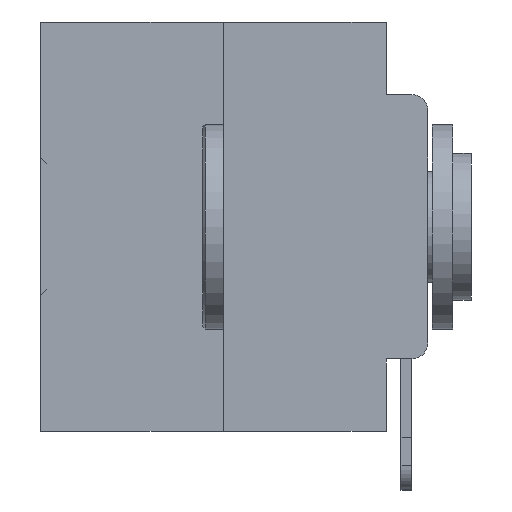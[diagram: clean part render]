
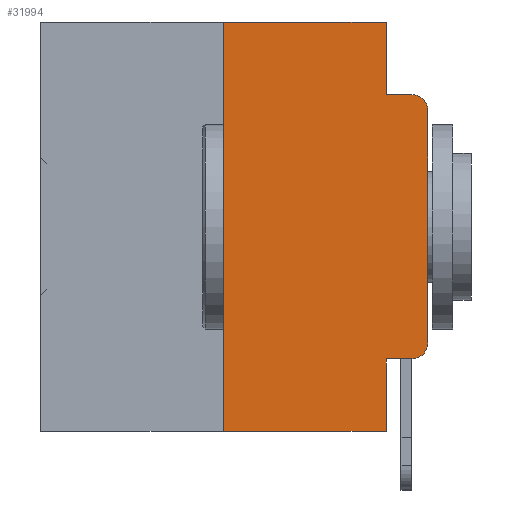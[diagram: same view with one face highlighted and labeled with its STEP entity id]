
A CAD part, left-side view. The second image highlights one B-rep face of the part: STEP entity #31994.
In plain terms, the highlighted planar face has unit normal (-1, 0, 0).
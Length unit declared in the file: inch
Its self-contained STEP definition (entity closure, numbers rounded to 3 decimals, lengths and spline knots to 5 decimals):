
#293 = DIRECTION ( 'NONE',  ( 0., 0., 1. ) ) ;
#900 = DIRECTION ( 'NONE',  ( 0., 0., -1. ) ) ;
#1126 = ORIENTED_EDGE ( 'NONE', *, *, #29523, .T. ) ;
#1997 = VERTEX_POINT ( 'NONE', #26127 ) ;
#2057 = CARTESIAN_POINT ( 'NONE',  ( 0., 0.25, 0. ) ) ;
#2288 = DIRECTION ( 'NONE',  ( 1., 0., 0. ) ) ;
#2474 = EDGE_CURVE ( 'NONE', #13460, #34070, #12792, .T. ) ;
#3780 = ORIENTED_EDGE ( 'NONE', *, *, #32288, .T. ) ;
#5001 = LINE ( 'NONE', #17897, #19264 ) ;
#5078 = EDGE_CURVE ( 'NONE', #9499, #20671, #9979, .T. ) ;
#5662 = CARTESIAN_POINT ( 'NONE',  ( 0., 0.02, -0.4115 ) ) ;
#5678 = AXIS2_PLACEMENT_3D ( 'NONE', #13623, #2288, #22157 ) ;
#6024 = LINE ( 'NONE', #2057, #18483 ) ;
#6610 = VECTOR ( 'NONE', #14368, 39.37008 ) ;
#6859 = ORIENTED_EDGE ( 'NONE', *, *, #2474, .T. ) ;
#7004 = EDGE_CURVE ( 'NONE', #34894, #1997, #6024, .T. ) ;
#7993 = AXIS2_PLACEMENT_3D ( 'NONE', #16760, #36354, #19610 ) ;
#8048 = VERTEX_POINT ( 'NONE', #34810 ) ;
#8949 = VECTOR ( 'NONE', #24770, 39.37008 ) ;
#9081 = VERTEX_POINT ( 'NONE', #5662 ) ;
#9089 = VECTOR ( 'NONE', #900, 39.37008 ) ;
#9101 = ORIENTED_EDGE ( 'NONE', *, *, #10871, .F. ) ;
#9499 = VERTEX_POINT ( 'NONE', #27219 ) ;
#9533 = ORIENTED_EDGE ( 'NONE', *, *, #18438, .T. ) ;
#9721 = CIRCLE ( 'NONE', #7993, 0.02 ) ;
#9979 = LINE ( 'NONE', #34720, #9089 ) ;
#10871 = EDGE_CURVE ( 'NONE', #1997, #8048, #35713, .T. ) ;
#11451 = CARTESIAN_POINT ( 'NONE',  ( 0., 0.02, -0.3915 ) ) ;
#11525 = CARTESIAN_POINT ( 'NONE',  ( 0., 0.473, 0. ) ) ;
#12415 = CARTESIAN_POINT ( 'NONE',  ( 0., 0.051, -0.0885 ) ) ;
#12713 = LINE ( 'NONE', #26365, #34271 ) ;
#12792 = LINE ( 'NONE', #14571, #36092 ) ;
#13460 = VERTEX_POINT ( 'NONE', #20057 ) ;
#13623 = CARTESIAN_POINT ( 'NONE',  ( 0., 0.473, 0. ) ) ;
#14055 = FACE_OUTER_BOUND ( 'NONE', #19397, .T. ) ;
#14284 = DIRECTION ( 'NONE',  ( 0., 0., -1. ) ) ;
#14368 = DIRECTION ( 'NONE',  ( 0., -1., 0. ) ) ;
#14571 = CARTESIAN_POINT ( 'NONE',  ( 0., 0., 0. ) ) ;
#14612 = EDGE_CURVE ( 'NONE', #8048, #15504, #5001, .T. ) ;
#15504 = VERTEX_POINT ( 'NONE', #16218 ) ;
#15845 = VERTEX_POINT ( 'NONE', #17811 ) ;
#16218 = CARTESIAN_POINT ( 'NONE',  ( 0., 0.051, -0.0885 ) ) ;
#16454 = LINE ( 'NONE', #12415, #23052 ) ;
#16542 = EDGE_CURVE ( 'NONE', #15504, #15845, #16454, .T. ) ;
#16760 = CARTESIAN_POINT ( 'NONE',  ( 0., 0.02, -0.1085 ) ) ;
#17094 = CARTESIAN_POINT ( 'NONE',  ( 0., 0., -0.1085 ) ) ;
#17811 = CARTESIAN_POINT ( 'NONE',  ( 0., 0.02, -0.0885 ) ) ;
#17897 = CARTESIAN_POINT ( 'NONE',  ( 0., 0.051, 0. ) ) ;
#18037 = ORIENTED_EDGE ( 'NONE', *, *, #5078, .F. ) ;
#18438 = EDGE_CURVE ( 'NONE', #34070, #15845, #9721, .T. ) ;
#18483 = VECTOR ( 'NONE', #27352, 39.37008 ) ;
#19264 = VECTOR ( 'NONE', #31999, 39.37008 ) ;
#19360 = ORIENTED_EDGE ( 'NONE', *, *, #7004, .F. ) ;
#19397 = EDGE_LOOP ( 'NONE', ( #6859, #9533, #32031, #34669, #9101, #19360, #1126, #18037, #3780, #19806 ) ) ;
#19610 = DIRECTION ( 'NONE',  ( 0., 0., -1. ) ) ;
#19806 = ORIENTED_EDGE ( 'NONE', *, *, #30409, .T. ) ;
#20057 = CARTESIAN_POINT ( 'NONE',  ( 0., 0., -0.3915 ) ) ;
#20671 = VERTEX_POINT ( 'NONE', #35974 ) ;
#22157 = DIRECTION ( 'NONE',  ( 0., 0., -1. ) ) ;
#23052 = VECTOR ( 'NONE', #29439, 39.37008 ) ;
#23101 = CARTESIAN_POINT ( 'NONE',  ( 0., 0.25, -0.5 ) ) ;
#24770 = DIRECTION ( 'NONE',  ( 0., -1., 0. ) ) ;
#24840 = CIRCLE ( 'NONE', #32630, 0.02 ) ;
#24893 = PLANE ( 'NONE',  #5678 ) ;
#26127 = CARTESIAN_POINT ( 'NONE',  ( 0., 0.25, 0. ) ) ;
#26365 = CARTESIAN_POINT ( 'NONE',  ( 0., 0.051, -0.4115 ) ) ;
#27219 = CARTESIAN_POINT ( 'NONE',  ( 0., 0.051, -0.4115 ) ) ;
#27352 = DIRECTION ( 'NONE',  ( 0., 0., 1. ) ) ;
#29136 = DIRECTION ( 'NONE',  ( 0., -1., 0. ) ) ;
#29439 = DIRECTION ( 'NONE',  ( 0., -1., 0. ) ) ;
#29523 = EDGE_CURVE ( 'NONE', #34894, #20671, #34971, .T. ) ;
#30409 = EDGE_CURVE ( 'NONE', #9081, #13460, #24840, .T. ) ;
#31154 = DIRECTION ( 'NONE',  ( -1., 0., 0. ) ) ;
#31994 = ADVANCED_FACE ( 'NONE', ( #14055 ), #24893, .F. ) ;
#31999 = DIRECTION ( 'NONE',  ( 0., 0., -1. ) ) ;
#32031 = ORIENTED_EDGE ( 'NONE', *, *, #16542, .F. ) ;
#32288 = EDGE_CURVE ( 'NONE', #9499, #9081, #12713, .T. ) ;
#32630 = AXIS2_PLACEMENT_3D ( 'NONE', #11451, #31154, #14284 ) ;
#33047 = CARTESIAN_POINT ( 'NONE',  ( 0., 0.473, -0.5 ) ) ;
#34070 = VERTEX_POINT ( 'NONE', #17094 ) ;
#34271 = VECTOR ( 'NONE', #29136, 39.37008 ) ;
#34669 = ORIENTED_EDGE ( 'NONE', *, *, #14612, .F. ) ;
#34720 = CARTESIAN_POINT ( 'NONE',  ( 0., 0.051, 0. ) ) ;
#34810 = CARTESIAN_POINT ( 'NONE',  ( 0., 0.051, 0. ) ) ;
#34894 = VERTEX_POINT ( 'NONE', #23101 ) ;
#34971 = LINE ( 'NONE', #33047, #8949 ) ;
#35713 = LINE ( 'NONE', #11525, #6610 ) ;
#35974 = CARTESIAN_POINT ( 'NONE',  ( 0., 0.051, -0.5 ) ) ;
#36092 = VECTOR ( 'NONE', #293, 39.37008 ) ;
#36354 = DIRECTION ( 'NONE',  ( -1., 0., 0. ) ) ;
